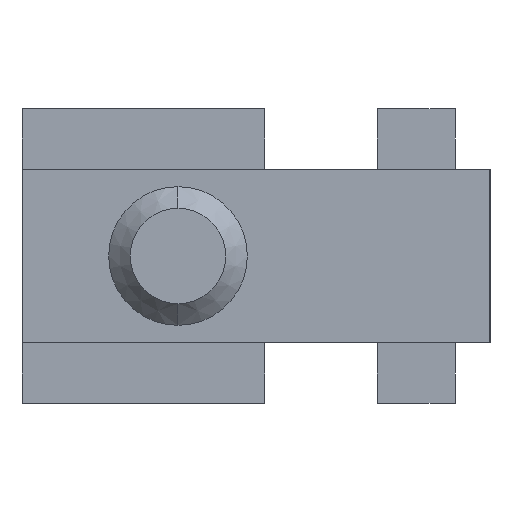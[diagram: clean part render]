
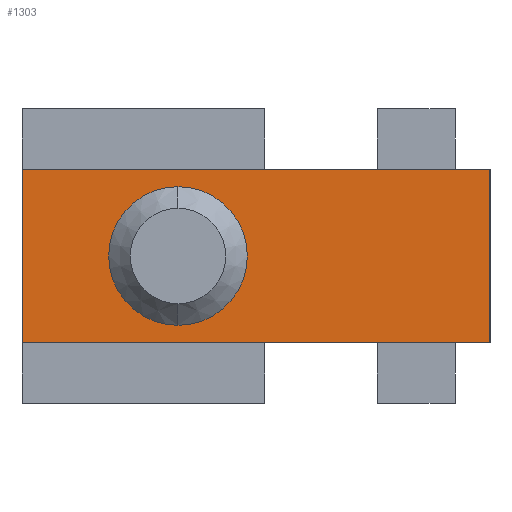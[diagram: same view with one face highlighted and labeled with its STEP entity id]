
A CAD part, left-side view. The second image highlights one B-rep face of the part: STEP entity #1303.
In plain terms, the highlighted planar face has unit normal (-1, 0, 0).
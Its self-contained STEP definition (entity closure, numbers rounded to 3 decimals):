
#64 = FACE_OUTER_BOUND ( 'NONE', #1353, .T. ) ;
#100 = EDGE_CURVE ( 'NONE', #1503, #1381, #1265, .T. ) ;
#102 = CARTESIAN_POINT ( 'NONE',  ( -22.37, 8.012, -4.535 ) ) ;
#153 = VERTEX_POINT ( 'NONE', #1151 ) ;
#173 = EDGE_CURVE ( 'NONE', #394, #1432, #825, .T. ) ;
#219 = DIRECTION ( 'NONE',  ( 0., 0., 1. ) ) ;
#255 = VECTOR ( 'NONE', #447, 1000. ) ;
#300 = DIRECTION ( 'NONE',  ( 0., 0., -1. ) ) ;
#310 = ORIENTED_EDGE ( 'NONE', *, *, #699, .T. ) ;
#394 = VERTEX_POINT ( 'NONE', #102 ) ;
#413 = VECTOR ( 'NONE', #782, 1000. ) ;
#420 = CARTESIAN_POINT ( 'NONE',  ( -22.37, -9.988, 3.865 ) ) ;
#421 = CARTESIAN_POINT ( 'NONE',  ( -22.37, -9.988, 3.865 ) ) ;
#447 = DIRECTION ( 'NONE',  ( 0., 0., 1. ) ) ;
#452 = EDGE_LOOP ( 'NONE', ( #1095, #704 ) ) ;
#457 = AXIS2_PLACEMENT_3D ( 'NONE', #1122, #1483, #1465 ) ;
#496 = CARTESIAN_POINT ( 'NONE',  ( -22.37, 17.012, -6.135 ) ) ;
#521 = ORIENTED_EDGE ( 'NONE', *, *, #1118, .F. ) ;
#562 = VECTOR ( 'NONE', #1563, 1000. ) ;
#607 = CARTESIAN_POINT ( 'NONE',  ( -22.37, -9.988, -6.135 ) ) ;
#610 = CARTESIAN_POINT ( 'NONE',  ( -22.37, 17.012, 3.865 ) ) ;
#640 = CIRCLE ( 'NONE', #457, 3.4 ) ;
#691 = CARTESIAN_POINT ( 'NONE',  ( -22.37, -9.988, 3.865 ) ) ;
#699 = EDGE_CURVE ( 'NONE', #1232, #153, #854, .T. ) ;
#704 = ORIENTED_EDGE ( 'NONE', *, *, #1458, .F. ) ;
#767 = CARTESIAN_POINT ( 'NONE',  ( -22.37, -9.988, -6.135 ) ) ;
#768 = ORIENTED_EDGE ( 'NONE', *, *, #1054, .T. ) ;
#782 = DIRECTION ( 'NONE',  ( 0., 1., 0. ) ) ;
#802 = FACE_BOUND ( 'NONE', #452, .T. ) ;
#806 = DIRECTION ( 'NONE',  ( 0., 0., -1. ) ) ;
#807 = ORIENTED_EDGE ( 'NONE', *, *, #100, .F. ) ;
#825 = CIRCLE ( 'NONE', #1247, 3.4 ) ;
#854 = LINE ( 'NONE', #1075, #562 ) ;
#1054 = EDGE_CURVE ( 'NONE', #1503, #1232, #1427, .T. ) ;
#1075 = CARTESIAN_POINT ( 'NONE',  ( -22.37, -9.988, 3.865 ) ) ;
#1095 = ORIENTED_EDGE ( 'NONE', *, *, #173, .F. ) ;
#1118 = EDGE_CURVE ( 'NONE', #1381, #153, #1330, .T. ) ;
#1122 = CARTESIAN_POINT ( 'NONE',  ( -22.37, 8.012, -1.135 ) ) ;
#1151 = CARTESIAN_POINT ( 'NONE',  ( -22.37, 17.012, 3.865 ) ) ;
#1175 = DIRECTION ( 'NONE',  ( -1., 0., 0. ) ) ;
#1226 = CARTESIAN_POINT ( 'NONE',  ( -22.37, 8.012, 2.265 ) ) ;
#1232 = VERTEX_POINT ( 'NONE', #691 ) ;
#1247 = AXIS2_PLACEMENT_3D ( 'NONE', #1413, #1175, #806 ) ;
#1265 = LINE ( 'NONE', #767, #413 ) ;
#1303 = ADVANCED_FACE ( 'NONE', ( #64, #802 ), #1527, .F. ) ;
#1330 = LINE ( 'NONE', #610, #1570 ) ;
#1353 = EDGE_LOOP ( 'NONE', ( #768, #310, #521, #807 ) ) ;
#1381 = VERTEX_POINT ( 'NONE', #496 ) ;
#1409 = DIRECTION ( 'NONE',  ( 1., 0., 0. ) ) ;
#1413 = CARTESIAN_POINT ( 'NONE',  ( -22.37, 8.012, -1.135 ) ) ;
#1427 = LINE ( 'NONE', #420, #255 ) ;
#1432 = VERTEX_POINT ( 'NONE', #1226 ) ;
#1458 = EDGE_CURVE ( 'NONE', #1432, #394, #640, .T. ) ;
#1465 = DIRECTION ( 'NONE',  ( 0., 0., -1. ) ) ;
#1469 = AXIS2_PLACEMENT_3D ( 'NONE', #421, #1409, #300 ) ;
#1483 = DIRECTION ( 'NONE',  ( -1., 0., 0. ) ) ;
#1503 = VERTEX_POINT ( 'NONE', #607 ) ;
#1527 = PLANE ( 'NONE',  #1469 ) ;
#1563 = DIRECTION ( 'NONE',  ( 0., 1., 0. ) ) ;
#1570 = VECTOR ( 'NONE', #219, 1000. ) ;
